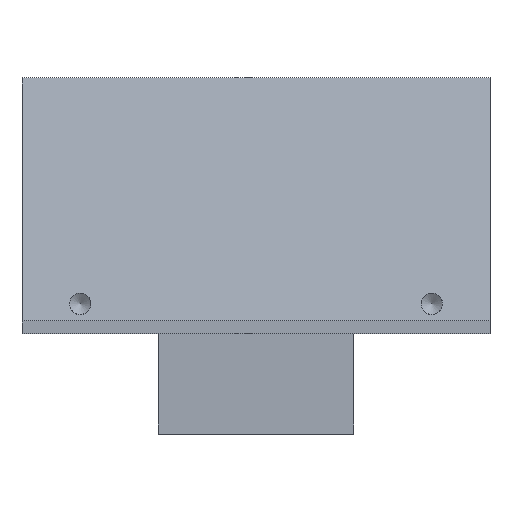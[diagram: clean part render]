
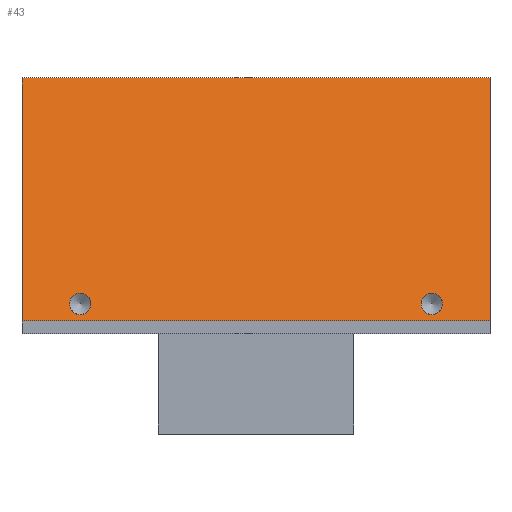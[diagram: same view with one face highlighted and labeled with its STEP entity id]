
A CAD part, front view. The second image highlights one B-rep face of the part: STEP entity #43.
In plain terms, the highlighted planar face has unit normal (0, -0.966, 0.259).
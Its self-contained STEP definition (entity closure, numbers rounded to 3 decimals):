
#43 = ADVANCED_FACE( '', ( #98, #99, #100 ), #101, .T. );
#98 = FACE_BOUND( '', #174, .T. );
#99 = FACE_BOUND( '', #175, .T. );
#100 = FACE_OUTER_BOUND( '', #176, .T. );
#101 = PLANE( '', #177 );
#174 = EDGE_LOOP( '', ( #244 ) );
#175 = EDGE_LOOP( '', ( #245 ) );
#176 = EDGE_LOOP( '', ( #246, #247, #248, #249 ) );
#177 = AXIS2_PLACEMENT_3D( '', #250, #251, #252 );
#244 = ORIENTED_EDGE( '', *, *, #394, .F. );
#245 = ORIENTED_EDGE( '', *, *, #395, .F. );
#246 = ORIENTED_EDGE( '', *, *, #396, .F. );
#247 = ORIENTED_EDGE( '', *, *, #397, .F. );
#248 = ORIENTED_EDGE( '', *, *, #398, .T. );
#249 = ORIENTED_EDGE( '', *, *, #399, .T. );
#250 = CARTESIAN_POINT( '', ( 35.95, -19., 17.379 ) );
#251 = DIRECTION( '', ( 0., -0.966, 0.259 ) );
#252 = DIRECTION( '', ( 0., -0.259, -0.966 ) );
#394 = EDGE_CURVE( '', #452, #452, #453, .T. );
#395 = EDGE_CURVE( '', #454, #454, #455, .T. );
#396 = EDGE_CURVE( '', #456, #457, #458, .T. );
#397 = EDGE_CURVE( '', #459, #456, #460, .T. );
#398 = EDGE_CURVE( '', #459, #461, #462, .T. );
#399 = EDGE_CURVE( '', #461, #457, #463, .T. );
#452 = VERTEX_POINT( '', #532 );
#453 = ELLIPSE( '', #533, 1.708, 1.65 );
#454 = VERTEX_POINT( '', #534 );
#455 = ELLIPSE( '', #535, 1.708, 1.65 );
#456 = VERTEX_POINT( '', #536 );
#457 = VERTEX_POINT( '', #537 );
#458 = LINE( '', #538, #539 );
#459 = VERTEX_POINT( '', #540 );
#460 = LINE( '', #541, #542 );
#461 = VERTEX_POINT( '', #543 );
#462 = LINE( '', #544, #545 );
#463 = LINE( '', #546, #547 );
#532 = CARTESIAN_POINT( '', ( -27., -17.856, 21.65 ) );
#533 = AXIS2_PLACEMENT_3D( '', #638, #639, #640 );
#534 = CARTESIAN_POINT( '', ( 27., -17.856, 21.65 ) );
#535 = AXIS2_PLACEMENT_3D( '', #641, #642, #643 );
#536 = CARTESIAN_POINT( '', ( -35.95, -19., 17.379 ) );
#537 = CARTESIAN_POINT( '', ( -35.95, -9., 54.7 ) );
#538 = CARTESIAN_POINT( '', ( -35.95, -19., 17.379 ) );
#539 = VECTOR( '', #644, 1000. );
#540 = CARTESIAN_POINT( '', ( 35.95, -19., 17.379 ) );
#541 = CARTESIAN_POINT( '', ( 35.95, -19., 17.379 ) );
#542 = VECTOR( '', #645, 1000. );
#543 = CARTESIAN_POINT( '', ( 35.95, -9., 54.7 ) );
#544 = CARTESIAN_POINT( '', ( 35.95, -19., 17.379 ) );
#545 = VECTOR( '', #646, 1000. );
#546 = CARTESIAN_POINT( '', ( 35.95, -9., 54.7 ) );
#547 = VECTOR( '', #647, 1000. );
#638 = CARTESIAN_POINT( '', ( -27., -18.298, 20. ) );
#639 = DIRECTION( '', ( 0., -0.966, 0.259 ) );
#640 = DIRECTION( '', ( 0., 0.259, 0.966 ) );
#641 = CARTESIAN_POINT( '', ( 27., -18.298, 20. ) );
#642 = DIRECTION( '', ( 0., -0.966, 0.259 ) );
#643 = DIRECTION( '', ( 0., 0.259, 0.966 ) );
#644 = DIRECTION( '', ( 0., 0.259, 0.966 ) );
#645 = DIRECTION( '', ( -1., 0., 0. ) );
#646 = DIRECTION( '', ( 0., 0.259, 0.966 ) );
#647 = DIRECTION( '', ( -1., 0., 0. ) );
